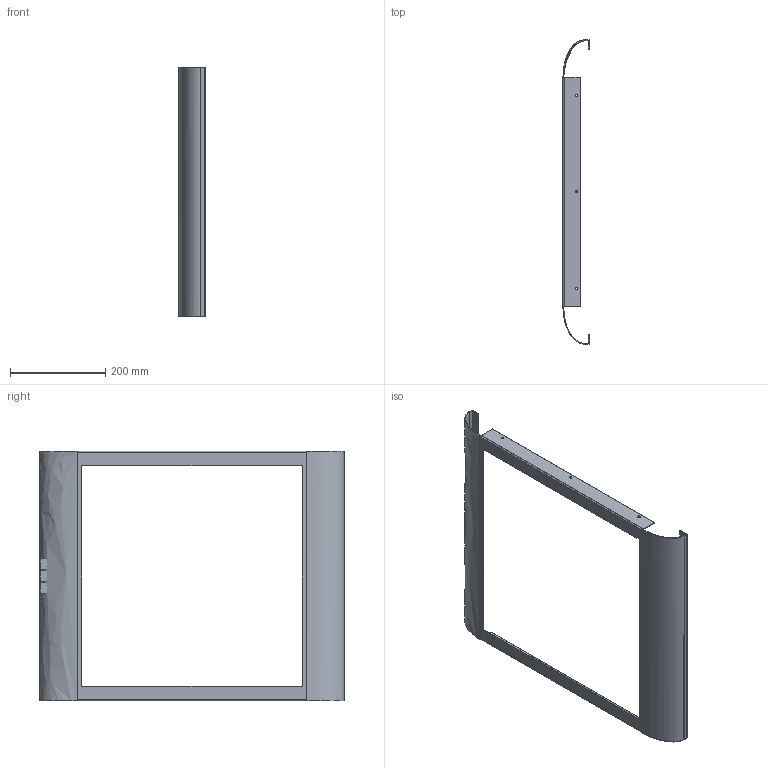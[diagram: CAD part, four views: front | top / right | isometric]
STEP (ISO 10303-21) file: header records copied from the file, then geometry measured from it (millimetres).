
FILE_DESCRIPTION((''),'2;1');
FILE_NAME('Panneau_Support_Photovoltaïque.stp','2009-02-12T21:47:52',('Alex_Cyril'),(''),'Autodesk Inventor 11','Autodesk Inventor 11','');
FILE_SCHEMA(('AUTOMOTIVE_DESIGN { 1 0 10303 214 1 1 1 1 }'));
Length unit declared in the file: millimetre
Products named in the file (1): Panneau_Support_Photovoltaïque
Bounding box: 55 x 640.4 x 524.87 mm (x, y, z)
Volume: 297667.4 mm3; surface area: 404593.6 mm2
Topology: 1 solids, 1 shells, 82 faces, 240 edges, 160 vertices
Faces by surface type: plane 58, cylinder 14, bspline 10
Full cylindrical faces by diameter (mm): 5 x6, 5.4 x4
Entity records: 3097 total; most frequent: CARTESIAN_POINT 897, ORIENTED_EDGE 448, DIRECTION 404, EDGE_CURVE 224, VERTEX_POINT 160, VECTOR 158, LINE 158, EDGE_LOOP 138
